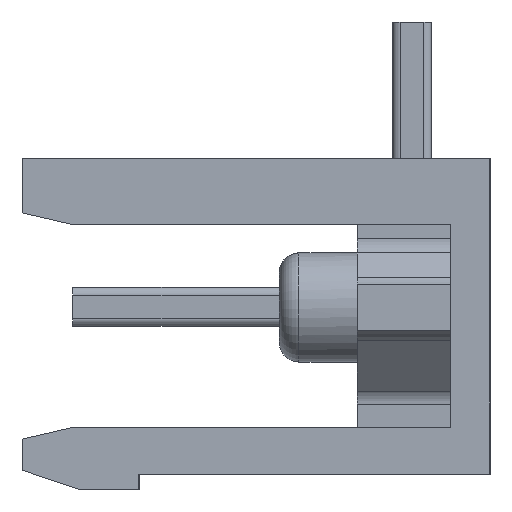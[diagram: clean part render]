
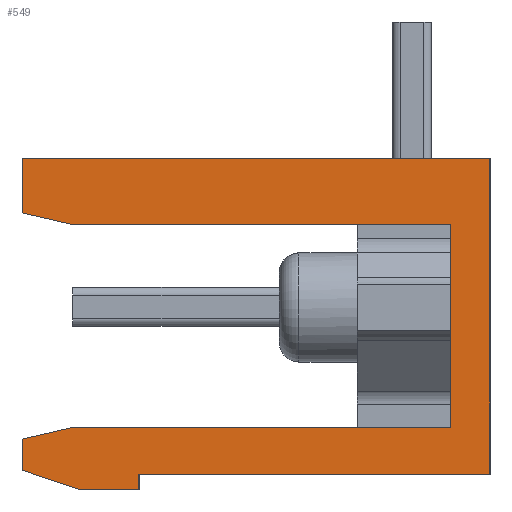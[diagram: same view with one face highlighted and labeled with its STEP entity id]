
A CAD part, left-side view. The second image highlights one B-rep face of the part: STEP entity #549.
In plain terms, the highlighted planar face has unit normal (-1, 0, 0).
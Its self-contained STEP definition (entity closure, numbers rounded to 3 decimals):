
#549=ADVANCED_FACE('',(#1574),#1575,.F.);
#1574=FACE_OUTER_BOUND('',#2646,.T.);
#1575=PLANE('',#2647);
#2646=EDGE_LOOP('',(#6758,#6759,#6760,#6761,#6762,#6763,#6764,#6765,#6766,#6767,#6768,#6769,#6770));
#2647=AXIS2_PLACEMENT_3D('',#6771,#6772,#6773);
#6758=ORIENTED_EDGE('',*,*,#7297,.F.);
#6759=ORIENTED_EDGE('',*,*,#8456,.F.);
#6760=ORIENTED_EDGE('',*,*,#8457,.T.);
#6761=ORIENTED_EDGE('',*,*,#8458,.F.);
#6762=ORIENTED_EDGE('',*,*,#7372,.T.);
#6763=ORIENTED_EDGE('',*,*,#7390,.T.);
#6764=ORIENTED_EDGE('',*,*,#7393,.T.);
#6765=ORIENTED_EDGE('',*,*,#7397,.T.);
#6766=ORIENTED_EDGE('',*,*,#7204,.T.);
#6767=ORIENTED_EDGE('',*,*,#7243,.T.);
#6768=ORIENTED_EDGE('',*,*,#8459,.F.);
#6769=ORIENTED_EDGE('',*,*,#8460,.T.);
#6770=ORIENTED_EDGE('',*,*,#8461,.F.);
#6771=CARTESIAN_POINT('',(1.0,12.0,18.726));
#6772=DIRECTION('',(1.0,0.0,0.0));
#6773=DIRECTION('',(0.0,1.0,-0.0));
#7204=EDGE_CURVE('',#8690,#8691,#8692,.T.);
#7243=EDGE_CURVE('',#8691,#8766,#8768,.T.);
#7297=EDGE_CURVE('',#8868,#8870,#8871,.T.);
#7372=EDGE_CURVE('',#9012,#9013,#9014,.T.);
#7390=EDGE_CURVE('',#9013,#9047,#9048,.T.);
#7393=EDGE_CURVE('',#9047,#9052,#9053,.T.);
#7397=EDGE_CURVE('',#9052,#8690,#9059,.T.);
#8456=EDGE_CURVE('',#10753,#8868,#10754,.T.);
#8457=EDGE_CURVE('',#10753,#10755,#10756,.T.);
#8458=EDGE_CURVE('',#9012,#10755,#10757,.T.);
#8459=EDGE_CURVE('',#10758,#8766,#10759,.T.);
#8460=EDGE_CURVE('',#10758,#10760,#10761,.T.);
#8461=EDGE_CURVE('',#8870,#10760,#10762,.T.);
#8690=VERTEX_POINT('',#11044);
#8691=VERTEX_POINT('',#11045);
#8692=LINE('',#11046,#11047);
#8766=VERTEX_POINT('',#11156);
#8768=LINE('',#11159,#11160);
#8868=VERTEX_POINT('',#11315);
#8870=VERTEX_POINT('',#11318);
#8871=LINE('',#11319,#11320);
#9012=VERTEX_POINT('',#11535);
#9013=VERTEX_POINT('',#11536);
#9014=LINE('',#11537,#11538);
#9047=VERTEX_POINT('',#11588);
#9048=LINE('',#11589,#11590);
#9052=VERTEX_POINT('',#11596);
#9053=LINE('',#11597,#11598);
#9059=LINE('',#11607,#11608);
#10753=VERTEX_POINT('',#14080);
#10754=LINE('',#14081,#14082);
#10755=VERTEX_POINT('',#14083);
#10756=LINE('',#14084,#14085);
#10757=LINE('',#14086,#14087);
#10758=VERTEX_POINT('',#14088);
#10759=LINE('',#14089,#14090);
#10760=VERTEX_POINT('',#14091);
#10761=LINE('',#14092,#14093);
#10762=LINE('',#14094,#14095);
#11044=CARTESIAN_POINT('',(1.0,0.0,0.0));
#11045=CARTESIAN_POINT('',(1.0,12.0,0.0));
#11046=CARTESIAN_POINT('',(1.0,0.0,0.0));
#11047=VECTOR('',#14500,12.0);
#11156=CARTESIAN_POINT('',(1.0,12.0,-1.4));
#11159=CARTESIAN_POINT('',(1.0,12.0,0.0));
#11160=VECTOR('',#14543,1.4);
#11315=CARTESIAN_POINT('',(1.0,10.7,-6.9));
#11318=CARTESIAN_POINT('',(1.0,1.0,-6.9));
#11319=CARTESIAN_POINT('',(1.0,10.7,-6.9));
#11320=VECTOR('',#14626,9.7);
#11535=CARTESIAN_POINT('',(1.0,10.5,-8.5));
#11536=CARTESIAN_POINT('',(1.0,9.0,-8.5));
#11537=CARTESIAN_POINT('',(1.0,10.5,-8.5));
#11538=VECTOR('',#14701,1.5);
#11588=CARTESIAN_POINT('',(1.0,9.0,-8.1));
#11589=CARTESIAN_POINT('',(1.0,9.0,-8.5));
#11590=VECTOR('',#14719,0.4);
#11596=CARTESIAN_POINT('',(1.0,0.0,-8.1));
#11597=CARTESIAN_POINT('',(1.0,9.0,-8.1));
#11598=VECTOR('',#14722,9.0);
#11607=CARTESIAN_POINT('',(1.0,0.0,-8.1));
#11608=VECTOR('',#14726,8.1);
#14080=CARTESIAN_POINT('',(1.0,12.0,-7.2));
#14081=CARTESIAN_POINT('',(1.0,12.0,-7.2));
#14082=VECTOR('',#16429,1.334);
#14083=CARTESIAN_POINT('',(1.0,12.0,-8.0));
#14084=CARTESIAN_POINT('',(1.0,12.0,-7.2));
#14085=VECTOR('',#16430,0.8);
#14086=CARTESIAN_POINT('',(1.0,10.5,-8.5));
#14087=VECTOR('',#16431,1.581);
#14088=CARTESIAN_POINT('',(1.0,10.7,-1.7));
#14089=CARTESIAN_POINT('',(1.0,10.7,-1.7));
#14090=VECTOR('',#16432,1.334);
#14091=CARTESIAN_POINT('',(1.0,1.0,-1.7));
#14092=CARTESIAN_POINT('',(1.0,10.7,-1.7));
#14093=VECTOR('',#16433,9.7);
#14094=CARTESIAN_POINT('',(1.0,1.0,-6.9));
#14095=VECTOR('',#16434,5.2);
#14500=DIRECTION('',(0.0,1.0,0.0));
#14543=DIRECTION('',(0.0,0.0,-1.0));
#14626=DIRECTION('',(0.0,-1.0,0.0));
#14701=DIRECTION('',(0.0,-1.0,0.0));
#14719=DIRECTION('',(0.0,0.0,1.0));
#14722=DIRECTION('',(0.0,-1.0,0.0));
#14726=DIRECTION('',(0.0,0.0,1.0));
#16429=DIRECTION('',(0.0,-0.974,0.225));
#16430=DIRECTION('',(0.0,0.0,-1.0));
#16431=DIRECTION('',(0.0,0.949,0.316));
#16432=DIRECTION('',(0.0,0.974,0.225));
#16433=DIRECTION('',(0.0,-1.0,0.0));
#16434=DIRECTION('',(0.0,0.0,1.0));
